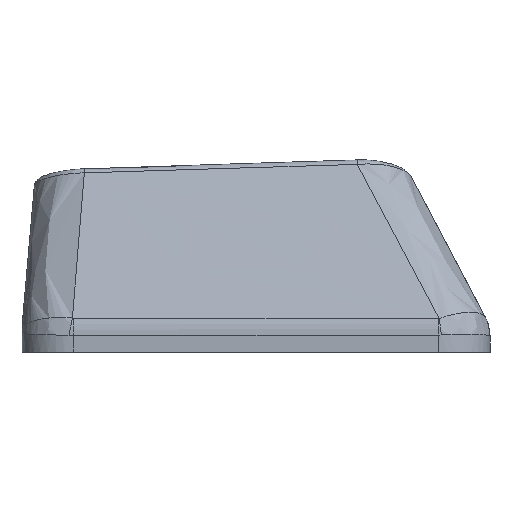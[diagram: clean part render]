
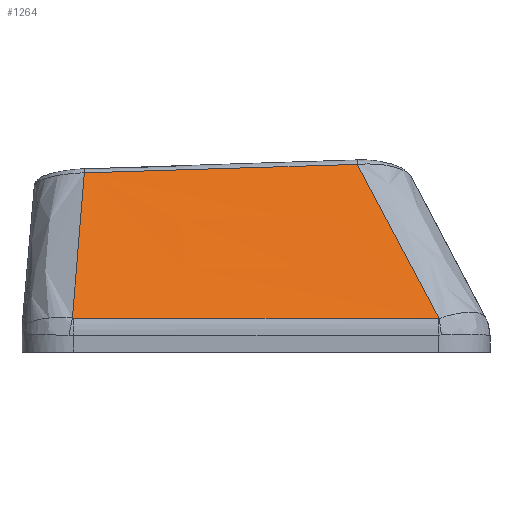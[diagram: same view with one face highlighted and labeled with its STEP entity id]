
A CAD part, left-side view. The second image highlights one B-rep face of the part: STEP entity #1264.
In plain terms, the highlighted free-form (B-spline) face has degree [3, 3] with [4, 4] control points.
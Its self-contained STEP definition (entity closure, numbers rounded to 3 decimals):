
#256=FACE_OUTER_BOUND('',#336,.T.);
#336=EDGE_LOOP('',(#1009,#1010,#1011,#1012,#1013,#1014));
#391=B_SPLINE_CURVE_WITH_KNOTS('',3,(#1991,#1992,#1993,#1994),
 .UNSPECIFIED.,.F.,.F.,(4,4),(0.,0.003),.UNSPECIFIED.);
#392=B_SPLINE_CURVE_WITH_KNOTS('',3,(#2012,#2013,#2014,#2015),
 .UNSPECIFIED.,.F.,.F.,(4,4),(-1.416,0.),.UNSPECIFIED.);
#395=B_SPLINE_CURVE_WITH_KNOTS('',3,(#2045,#2046,#2047,#2048),
 .UNSPECIFIED.,.F.,.F.,(4,4),(0.,0.004),
 .UNSPECIFIED.);
#406=B_SPLINE_CURVE_WITH_KNOTS('',3,(#2281,#2282,#2283,#2284),
 .UNSPECIFIED.,.F.,.F.,(4,4),(0.033,0.767),
 .UNSPECIFIED.);
#436=B_SPLINE_CURVE_WITH_KNOTS('',3,(#2837,#2838,#2839,#2840),
 .UNSPECIFIED.,.F.,.F.,(4,4),(0.,1.059),.UNSPECIFIED.);
#439=B_SPLINE_CURVE_WITH_KNOTS('',3,(#2913,#2914,#2915,#2916),
 .UNSPECIFIED.,.F.,.F.,(4,4),(-0.658,-0.025),
 .UNSPECIFIED.);
#494=VERTEX_POINT('',#1953);
#496=VERTEX_POINT('',#1984);
#498=VERTEX_POINT('',#2011);
#500=VERTEX_POINT('',#2038);
#516=VERTEX_POINT('',#2275);
#556=VERTEX_POINT('',#2835);
#629=EDGE_CURVE('',#494,#496,#391,.T.);
#630=EDGE_CURVE('',#496,#498,#392,.T.);
#635=EDGE_CURVE('',#498,#500,#395,.T.);
#661=EDGE_CURVE('',#516,#494,#406,.T.);
#724=EDGE_CURVE('',#556,#516,#436,.T.);
#728=EDGE_CURVE('',#500,#556,#439,.T.);
#1009=ORIENTED_EDGE('',*,*,#629,.F.);
#1010=ORIENTED_EDGE('',*,*,#661,.F.);
#1011=ORIENTED_EDGE('',*,*,#724,.F.);
#1012=ORIENTED_EDGE('',*,*,#728,.F.);
#1013=ORIENTED_EDGE('',*,*,#635,.F.);
#1014=ORIENTED_EDGE('',*,*,#630,.F.);
#1200=B_SPLINE_SURFACE_WITH_KNOTS('',3,3,((#2897,#2898,#2899,#2900),(#2901,
#2902,#2903,#2904),(#2905,#2906,#2907,#2908),(#2909,#2910,#2911,#2912)),
 .UNSPECIFIED.,.F.,.F.,.F.,(4,4),(4,4),(0.107,0.899),
(0.036,0.954),.UNSPECIFIED.);
#1264=ADVANCED_FACE('',(#256),#1200,.F.);
#1953=CARTESIAN_POINT('',(-8.935,-7.108,0.306));
#1984=CARTESIAN_POINT('',(-8.936,-7.08,0.305));
#1991=CARTESIAN_POINT('Ctrl Pts',(-8.935,-7.108,0.306));
#1992=CARTESIAN_POINT('Ctrl Pts',(-8.936,-7.099,0.305));
#1993=CARTESIAN_POINT('Ctrl Pts',(-8.936,-7.089,0.305));
#1994=CARTESIAN_POINT('Ctrl Pts',(-8.936,-7.08,0.305));
#2011=CARTESIAN_POINT('',(-8.92,7.081,0.319));
#2012=CARTESIAN_POINT('Ctrl Pts',(-8.936,-7.08,0.305));
#2013=CARTESIAN_POINT('Ctrl Pts',(-8.931,-2.359,0.309));
#2014=CARTESIAN_POINT('Ctrl Pts',(-8.926,2.361,0.314));
#2015=CARTESIAN_POINT('Ctrl Pts',(-8.92,7.081,0.319));
#2038=CARTESIAN_POINT('',(-8.918,7.125,0.322));
#2045=CARTESIAN_POINT('Ctrl Pts',(-8.92,7.081,0.319));
#2046=CARTESIAN_POINT('Ctrl Pts',(-8.92,7.096,0.319));
#2047=CARTESIAN_POINT('Ctrl Pts',(-8.919,7.111,0.32));
#2048=CARTESIAN_POINT('Ctrl Pts',(-8.918,7.125,0.322));
#2275=CARTESIAN_POINT('',(-6.097,-3.928,6.285));
#2281=CARTESIAN_POINT('Ctrl Pts',(-6.097,-3.928,6.285));
#2282=CARTESIAN_POINT('Ctrl Pts',(-7.045,-4.99,4.294));
#2283=CARTESIAN_POINT('Ctrl Pts',(-7.991,-6.05,2.3));
#2284=CARTESIAN_POINT('Ctrl Pts',(-8.935,-7.108,0.306));
#2835=CARTESIAN_POINT('',(-6.081,6.661,5.956));
#2837=CARTESIAN_POINT('Ctrl Pts',(-6.081,6.661,5.956));
#2838=CARTESIAN_POINT('Ctrl Pts',(-6.086,3.132,6.067));
#2839=CARTESIAN_POINT('Ctrl Pts',(-6.092,-0.398,
6.177));
#2840=CARTESIAN_POINT('Ctrl Pts',(-6.097,-3.928,6.285));
#2897=CARTESIAN_POINT('Ctrl Pts',(-6.081,7.031,5.944));
#2898=CARTESIAN_POINT('Ctrl Pts',(-7.033,7.062,4.058));
#2899=CARTESIAN_POINT('Ctrl Pts',(-7.984,7.094,2.172));
#2900=CARTESIAN_POINT('Ctrl Pts',(-8.936,7.125,0.286));
#2901=CARTESIAN_POINT('Ctrl Pts',(-6.081,3.26,6.073));
#2902=CARTESIAN_POINT('Ctrl Pts',(-7.033,2.967,4.146));
#2903=CARTESIAN_POINT('Ctrl Pts',(-7.984,2.674,2.219));
#2904=CARTESIAN_POINT('Ctrl Pts',(-8.936,2.381,0.292));
#2905=CARTESIAN_POINT('Ctrl Pts',(-6.081,-0.511,
6.203));
#2906=CARTESIAN_POINT('Ctrl Pts',(-7.033,-1.129,4.235));
#2907=CARTESIAN_POINT('Ctrl Pts',(-7.984,-1.747,2.266));
#2908=CARTESIAN_POINT('Ctrl Pts',(-8.936,-2.364,0.298));
#2909=CARTESIAN_POINT('Ctrl Pts',(-6.081,-4.282,6.332));
#2910=CARTESIAN_POINT('Ctrl Pts',(-7.033,-5.225,4.323));
#2911=CARTESIAN_POINT('Ctrl Pts',(-7.984,-6.167,2.314));
#2912=CARTESIAN_POINT('Ctrl Pts',(-8.936,-7.109,0.305));
#2913=CARTESIAN_POINT('Ctrl Pts',(-8.918,7.125,0.322));
#2914=CARTESIAN_POINT('Ctrl Pts',(-7.97,6.968,2.2));
#2915=CARTESIAN_POINT('Ctrl Pts',(-7.024,6.813,4.078));
#2916=CARTESIAN_POINT('Ctrl Pts',(-6.081,6.661,5.956));
